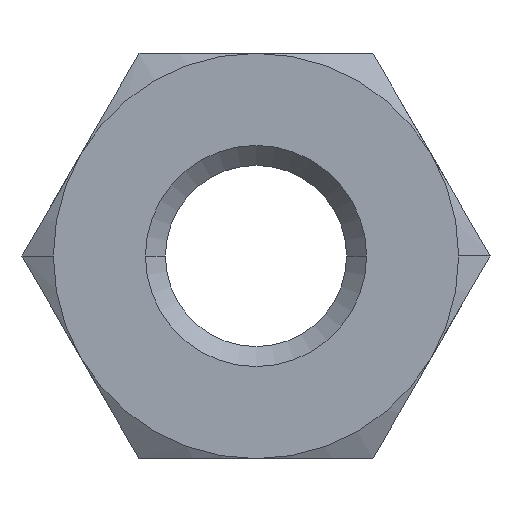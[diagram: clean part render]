
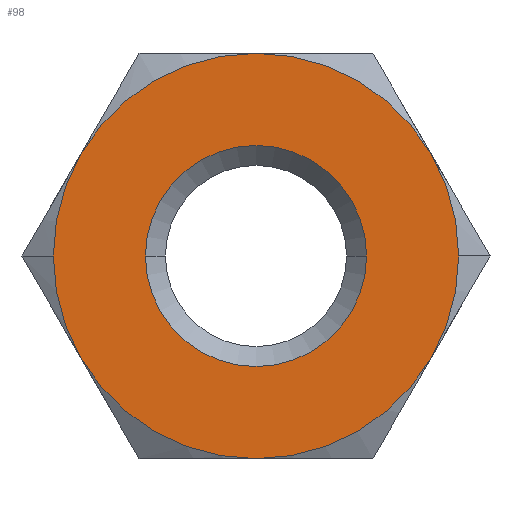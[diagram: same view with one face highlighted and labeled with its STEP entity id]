
A CAD part, left-side view. The second image highlights one B-rep face of the part: STEP entity #98.
In plain terms, the highlighted planar face has unit normal (-1, 0, 0).
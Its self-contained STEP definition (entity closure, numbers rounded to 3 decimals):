
#98=ADVANCED_FACE('',(#153,#154),#155,.T.);
#153=FACE_OUTER_BOUND('',#215,.T.);
#154=FACE_BOUND('',#216,.T.);
#155=PLANE('',#217);
#215=EDGE_LOOP('',(#381,#382,#383,#384,#385,#386,#387,#388));
#216=EDGE_LOOP('',(#389,#390));
#217=AXIS2_PLACEMENT_3D('',#391,#392,#393);
#381=ORIENTED_EDGE('',*,*,#485,.F.);
#382=ORIENTED_EDGE('',*,*,#471,.F.);
#383=ORIENTED_EDGE('',*,*,#474,.F.);
#384=ORIENTED_EDGE('',*,*,#476,.F.);
#385=ORIENTED_EDGE('',*,*,#469,.F.);
#386=ORIENTED_EDGE('',*,*,#480,.F.);
#387=ORIENTED_EDGE('',*,*,#483,.F.);
#388=ORIENTED_EDGE('',*,*,#465,.F.);
#389=ORIENTED_EDGE('',*,*,#505,.T.);
#390=ORIENTED_EDGE('',*,*,#449,.T.);
#391=CARTESIAN_POINT('',(0.,-2.125,0.0));
#392=DIRECTION('',(-1.0,0.,0.0));
#393=DIRECTION('',(0.,1.0,0.0));
#449=EDGE_CURVE('',#515,#512,#516,.T.);
#465=EDGE_CURVE('',#542,#545,#546,.T.);
#469=EDGE_CURVE('',#551,#549,#553,.T.);
#471=EDGE_CURVE('',#555,#557,#558,.T.);
#474=EDGE_CURVE('',#561,#555,#563,.T.);
#476=EDGE_CURVE('',#549,#561,#565,.T.);
#480=EDGE_CURVE('',#569,#551,#571,.T.);
#483=EDGE_CURVE('',#545,#569,#575,.T.);
#485=EDGE_CURVE('',#557,#542,#577,.T.);
#505=EDGE_CURVE('',#512,#515,#605,.T.);
#512=VERTEX_POINT('',#612);
#515=VERTEX_POINT('',#616);
#516=CIRCLE('',#617,1.5);
#542=VERTEX_POINT('',#672);
#545=VERTEX_POINT('',#676);
#546=CIRCLE('',#677,2.75);
#549=VERTEX_POINT('',#691);
#551=VERTEX_POINT('',#694);
#553=CIRCLE('',#707,2.75);
#555=VERTEX_POINT('',#709);
#557=VERTEX_POINT('',#722);
#558=CIRCLE('',#723,2.75);
#561=VERTEX_POINT('',#737);
#563=CIRCLE('',#750,2.75);
#565=CIRCLE('',#763,2.75);
#569=VERTEX_POINT('',#789);
#571=CIRCLE('',#802,2.75);
#575=CIRCLE('',#828,2.75);
#577=CIRCLE('',#841,2.75);
#605=CIRCLE('',#979,1.5);
#612=CARTESIAN_POINT('',(0.,-1.5,0.0));
#616=CARTESIAN_POINT('',(0.,1.5,0.));
#617=AXIS2_PLACEMENT_3D('',#993,#994,#995);
#672=CARTESIAN_POINT('',(0.,-2.75,0.));
#676=CARTESIAN_POINT('',(0.,-2.382,-1.375));
#677=AXIS2_PLACEMENT_3D('',#1019,#1020,#1021);
#691=CARTESIAN_POINT('',(0.,2.75,0.));
#694=CARTESIAN_POINT('',(0.,2.382,-1.375));
#707=AXIS2_PLACEMENT_3D('',#1023,#1024,#1025);
#709=CARTESIAN_POINT('',(0.,0.,2.75));
#722=CARTESIAN_POINT('',(0.,-2.382,1.375));
#723=AXIS2_PLACEMENT_3D('',#1026,#1027,#1028);
#737=CARTESIAN_POINT('',(0.,2.382,1.375));
#750=AXIS2_PLACEMENT_3D('',#1029,#1030,#1031);
#763=AXIS2_PLACEMENT_3D('',#1032,#1033,#1034);
#789=CARTESIAN_POINT('',(0.0,0.0,-2.75));
#802=AXIS2_PLACEMENT_3D('',#1035,#1036,#1037);
#828=AXIS2_PLACEMENT_3D('',#1038,#1039,#1040);
#841=AXIS2_PLACEMENT_3D('',#1041,#1042,#1043);
#979=AXIS2_PLACEMENT_3D('',#1071,#1072,#1073);
#993=CARTESIAN_POINT('',(0.0,0.0,0.0));
#994=DIRECTION('',(1.0,0.,0.0));
#995=DIRECTION('',(0.,-1.0,0.0));
#1019=CARTESIAN_POINT('',(0.0,0.0,0.0));
#1020=DIRECTION('',(1.0,0.,0.0));
#1021=DIRECTION('',(0.,-1.0,0.0));
#1023=CARTESIAN_POINT('',(0.0,0.0,0.0));
#1024=DIRECTION('',(1.0,0.,0.0));
#1025=DIRECTION('',(0.,-1.0,0.0));
#1026=CARTESIAN_POINT('',(0.0,0.0,0.0));
#1027=DIRECTION('',(1.0,0.,0.0));
#1028=DIRECTION('',(0.,-1.0,0.0));
#1029=CARTESIAN_POINT('',(0.0,0.0,0.0));
#1030=DIRECTION('',(1.0,0.,0.0));
#1031=DIRECTION('',(0.,-1.0,0.0));
#1032=CARTESIAN_POINT('',(0.0,0.0,0.0));
#1033=DIRECTION('',(1.0,0.,0.0));
#1034=DIRECTION('',(0.,-1.0,0.0));
#1035=CARTESIAN_POINT('',(0.0,0.0,0.0));
#1036=DIRECTION('',(1.0,0.,0.0));
#1037=DIRECTION('',(0.,-1.0,0.0));
#1038=CARTESIAN_POINT('',(0.0,0.0,0.0));
#1039=DIRECTION('',(1.0,0.,0.0));
#1040=DIRECTION('',(0.,-1.0,0.0));
#1041=CARTESIAN_POINT('',(0.0,0.0,0.0));
#1042=DIRECTION('',(1.0,0.,0.0));
#1043=DIRECTION('',(0.,-1.0,0.0));
#1071=CARTESIAN_POINT('',(0.0,0.0,0.0));
#1072=DIRECTION('',(1.0,0.,0.0));
#1073=DIRECTION('',(0.,-1.0,0.0));
